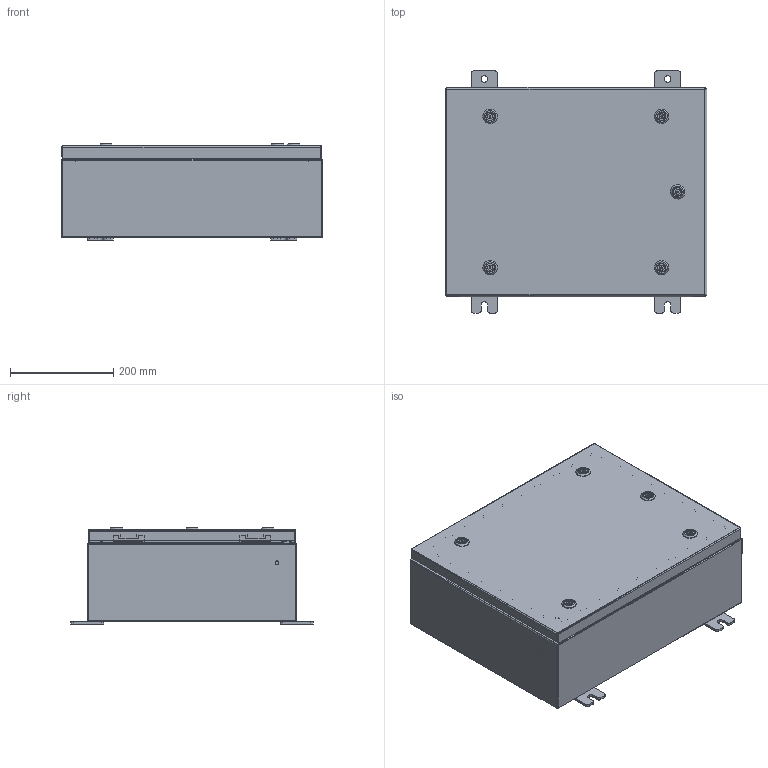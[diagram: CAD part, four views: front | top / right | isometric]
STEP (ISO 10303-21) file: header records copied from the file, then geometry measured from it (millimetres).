
FILE_DESCRIPTION (( 'STEP AP203' ), '1' );
FILE_NAME ('CHDSS6162006WP.STEP', '2014-02-20T16:29:17', ( 'changeme' ), ( 'Microsoft' ), 'SwSTEP 2.0', 'SolidWorks 2013', '' );
FILE_SCHEMA (( 'CONFIG_CONTROL_DESIGN' ));
Length unit declared in the file: inch
Products named in the file (18): Concealed Hinge enclosure side; CHDSS6162006WP; CHDSS6162006WP Mounting Studs; Housing-211301-IB-Industrilas_Housing-211301-IB-Industrilas; CHDSS6162006WP Mounting Feet; Nut-211301-IB-Industrilas_Nut-211301-IB-Industrilas; Quarter-20 CD Stud; Washer-221320-IB-Industrilas_Washer-221320-IB-Industrilas; CHDSS6162006WP Cover; Screw-221320-IB-Industrilas_Screw-221320-IB-Industrilas; CHDSS6162006WP Body; CHDSS6162006WP Bottom; Insert-221320-IB-Industrilas_Insert-221320-IB-Industrilas; CHDSS6162006WP Top; HW-CLH-E5-8004_Cam-232112-U-Industrilas; Concealed Hinge (Cover Side); HW-CLH-R001-0500_2412-026240-2445-Industrilas; CHDSS6162006WP Backpanel
Assembly tree (30 placements, depth 3):
  CHDSS6162006WP
    CHDSS6162006WP Backpanel
    CHDSS6162006WP Mounting Studs  x4
    CHDSS6162006WP Mounting Feet  x4
    Quarter-20 CD Stud  x2
    CHDSS6162006WP Cover
    CHDSS6162006WP Body
    CHDSS6162006WP Bottom
    CHDSS6162006WP Top
    Concealed Hinge (Cover Side)  x2
    Concealed Hinge enclosure side  x2
    HW-CLH-R001-0500_2412-026240-2445-Industrilas  x5
      Housing-211301-IB-Industrilas_Housing-211301-IB-Industrilas
      Nut-211301-IB-Industrilas_Nut-211301-IB-Industrilas
      Washer-221320-IB-Industrilas_Washer-221320-IB-Industrilas
      Screw-221320-IB-Industrilas_Screw-221320-IB-Industrilas
      Insert-221320-IB-Industrilas_Insert-221320-IB-Industrilas
      HW-CLH-E5-8004_Cam-232112-U-Industrilas
Bounding box: 508 x 469.9 x 186.84 mm (x, y, z)
Volume: 2035843.7 mm3; surface area: 2008876 mm2
Topology: 49 solids, 49 shells, 4592 faces, 11583 edges, 7103 vertices
Faces by surface type: cylinder 1436, plane 1366, bspline 1053, cone 602, torus 100, sphere 35
Entity records: 62578 total; most frequent: CARTESIAN_POINT 34873, ORIENTED_EDGE 5778, DIRECTION 4727, EDGE_CURVE 2889, AXIS2_PLACEMENT_3D 1761, VERTEX_POINT 1759, EDGE_LOOP 1210, VECTOR 1205
